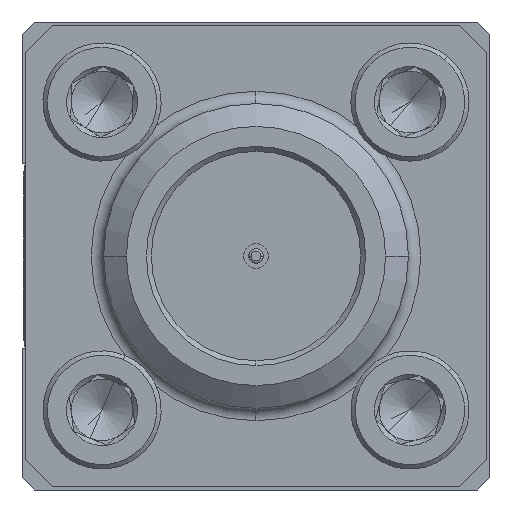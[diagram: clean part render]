
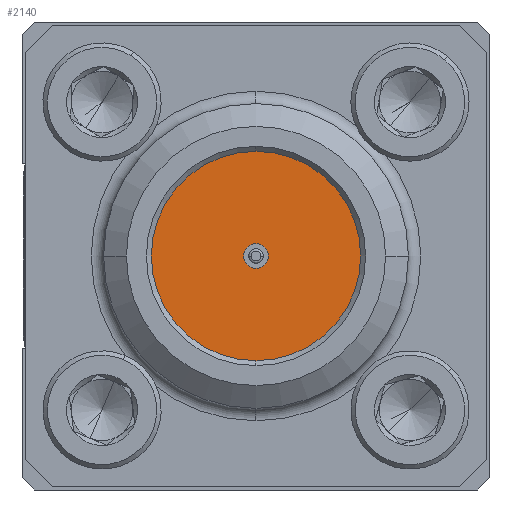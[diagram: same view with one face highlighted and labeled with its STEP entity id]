
A CAD part, left-side view. The second image highlights one B-rep face of the part: STEP entity #2140.
In plain terms, the highlighted face is planar.
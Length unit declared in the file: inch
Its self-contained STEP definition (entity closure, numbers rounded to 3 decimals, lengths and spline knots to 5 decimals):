
#801 = CIRCLE ( 'NONE', #4113, 0.01 ) ;
#940 = VERTEX_POINT ( 'NONE', #1055 ) ;
#946 = CARTESIAN_POINT ( 'NONE',  ( 0., 0.298, 0. ) ) ;
#1055 = CARTESIAN_POINT ( 'NONE',  ( 0., 0.298, -0.01 ) ) ;
#1647 = CIRCLE ( 'NONE', #4612, 0.085 ) ;
#1876 = DIRECTION ( 'NONE',  ( 0., 0., 1. ) ) ;
#1882 = VERTEX_POINT ( 'NONE', #5206 ) ;
#1900 = ORIENTED_EDGE ( 'NONE', *, *, #7876, .F. ) ;
#2140 = ADVANCED_FACE ( 'NONE', ( #8233, #8671 ), #9192, .T. ) ;
#2195 = CIRCLE ( 'NONE', #4526, 0.085 ) ;
#2519 = ORIENTED_EDGE ( 'NONE', *, *, #5679, .F. ) ;
#3044 = EDGE_CURVE ( 'NONE', #6183, #6056, #2195, .T. ) ;
#3508 = CARTESIAN_POINT ( 'NONE',  ( 0., 0.298, 0. ) ) ;
#3779 = DIRECTION ( 'NONE',  ( 0., 1., 0. ) ) ;
#4113 = AXIS2_PLACEMENT_3D ( 'NONE', #946, #7375, #11106 ) ;
#4363 = CARTESIAN_POINT ( 'NONE',  ( 0., 0.298, -0.085 ) ) ;
#4383 = ORIENTED_EDGE ( 'NONE', *, *, #3044, .T. ) ;
#4526 = AXIS2_PLACEMENT_3D ( 'NONE', #4779, #8524, #4888 ) ;
#4612 = AXIS2_PLACEMENT_3D ( 'NONE', #3508, #5472, #12013 ) ;
#4779 = CARTESIAN_POINT ( 'NONE',  ( 0., 0.298, 0. ) ) ;
#4888 = DIRECTION ( 'NONE',  ( 0., 0., 1. ) ) ;
#5115 = DIRECTION ( 'NONE',  ( 0., 0., 1. ) ) ;
#5206 = CARTESIAN_POINT ( 'NONE',  ( 0., 0.298, 0.01 ) ) ;
#5472 = DIRECTION ( 'NONE',  ( 0., 1., 0. ) ) ;
#5679 = EDGE_CURVE ( 'NONE', #940, #1882, #9272, .T. ) ;
#6056 = VERTEX_POINT ( 'NONE', #10607 ) ;
#6086 = CARTESIAN_POINT ( 'NONE',  ( 0., 0.298, 0. ) ) ;
#6183 = VERTEX_POINT ( 'NONE', #4363 ) ;
#6402 = CARTESIAN_POINT ( 'NONE',  ( -0.085, 0.298, 0. ) ) ;
#6857 = EDGE_LOOP ( 'NONE', ( #7788, #4383 ) ) ;
#7375 = DIRECTION ( 'NONE',  ( 0., 1., 0. ) ) ;
#7788 = ORIENTED_EDGE ( 'NONE', *, *, #10822, .T. ) ;
#7876 = EDGE_CURVE ( 'NONE', #1882, #940, #801, .T. ) ;
#8175 = EDGE_LOOP ( 'NONE', ( #2519, #1900 ) ) ;
#8233 = FACE_BOUND ( 'NONE', #8175, .T. ) ;
#8351 = AXIS2_PLACEMENT_3D ( 'NONE', #6086, #11535, #5115 ) ;
#8524 = DIRECTION ( 'NONE',  ( 0., 1., 0. ) ) ;
#8671 = FACE_OUTER_BOUND ( 'NONE', #6857, .T. ) ;
#9192 = PLANE ( 'NONE',  #9789 ) ;
#9272 = CIRCLE ( 'NONE', #8351, 0.01 ) ;
#9789 = AXIS2_PLACEMENT_3D ( 'NONE', #6402, #3779, #1876 ) ;
#10607 = CARTESIAN_POINT ( 'NONE',  ( 0., 0.298, 0.085 ) ) ;
#10822 = EDGE_CURVE ( 'NONE', #6056, #6183, #1647, .T. ) ;
#11106 = DIRECTION ( 'NONE',  ( 0., 0., 1. ) ) ;
#11535 = DIRECTION ( 'NONE',  ( 0., 1., 0. ) ) ;
#12013 = DIRECTION ( 'NONE',  ( 0., 0., 1. ) ) ;
